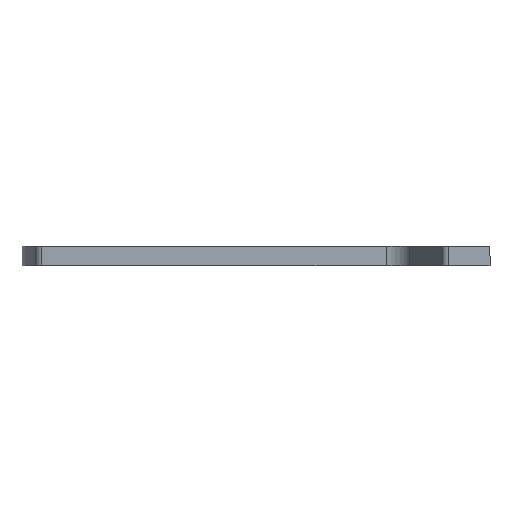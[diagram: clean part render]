
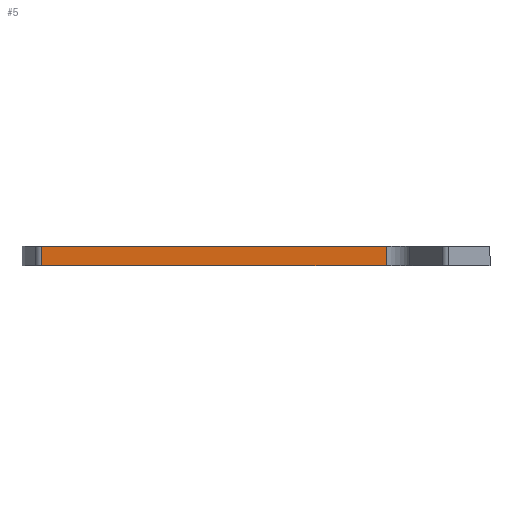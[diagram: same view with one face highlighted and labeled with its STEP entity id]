
A CAD part, left-side view. The second image highlights one B-rep face of the part: STEP entity #5.
In plain terms, the highlighted planar face has unit normal (-0.999, 0.035, 0).
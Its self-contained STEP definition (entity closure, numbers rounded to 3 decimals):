
#5 = ADVANCED_FACE ( 'NONE', ( #439 ), #1301, .F. ) ;
#49 = DIRECTION ( 'NONE',  ( 0.999, -0.035, 0. ) ) ;
#56 = VECTOR ( 'NONE', #115, 1000. ) ;
#76 = EDGE_LOOP ( 'NONE', ( #613, #400, #541, #673 ) ) ;
#115 = DIRECTION ( 'NONE',  ( 0., 0., -1. ) ) ;
#122 = CARTESIAN_POINT ( 'NONE',  ( -35.251, 136., 6. ) ) ;
#147 = CARTESIAN_POINT ( 'NONE',  ( -35.251, 136., 6. ) ) ;
#186 = LINE ( 'NONE', #390, #881 ) ;
#344 = CARTESIAN_POINT ( 'NONE',  ( -35.251, 136., 0. ) ) ;
#390 = CARTESIAN_POINT ( 'NONE',  ( -35.251, 136., 0. ) ) ;
#396 = DIRECTION ( 'NONE',  ( -0.035, -0.999, 0. ) ) ;
#400 = ORIENTED_EDGE ( 'NONE', *, *, #901, .F. ) ;
#403 = VECTOR ( 'NONE', #418, 1000. ) ;
#418 = DIRECTION ( 'NONE',  ( 0., 0., -1. ) ) ;
#419 = VERTEX_POINT ( 'NONE', #610 ) ;
#439 = FACE_OUTER_BOUND ( 'NONE', #76, .T. ) ;
#531 = CARTESIAN_POINT ( 'NONE',  ( -38.899, 31.538, 6. ) ) ;
#541 = ORIENTED_EDGE ( 'NONE', *, *, #902, .F. ) ;
#610 = CARTESIAN_POINT ( 'NONE',  ( -35.251, 136., 6. ) ) ;
#613 = ORIENTED_EDGE ( 'NONE', *, *, #1328, .T. ) ;
#641 = DIRECTION ( 'NONE',  ( 0.035, 0.999, 0. ) ) ;
#645 = CARTESIAN_POINT ( 'NONE',  ( -38.899, 31.538, 0. ) ) ;
#653 = LINE ( 'NONE', #531, #56 ) ;
#673 = ORIENTED_EDGE ( 'NONE', *, *, #819, .T. ) ;
#712 = AXIS2_PLACEMENT_3D ( 'NONE', #147, #49, #641 ) ;
#758 = CARTESIAN_POINT ( 'NONE',  ( -38.899, 31.538, 6. ) ) ;
#819 = EDGE_CURVE ( 'NONE', #419, #1084, #1162, .T. ) ;
#861 = DIRECTION ( 'NONE',  ( -0.035, -0.999, 0. ) ) ;
#871 = VERTEX_POINT ( 'NONE', #645 ) ;
#881 = VECTOR ( 'NONE', #396, 1000. ) ;
#901 = EDGE_CURVE ( 'NONE', #1167, #871, #653, .T. ) ;
#902 = EDGE_CURVE ( 'NONE', #419, #1167, #954, .T. ) ;
#951 = VECTOR ( 'NONE', #861, 1000. ) ;
#954 = LINE ( 'NONE', #122, #951 ) ;
#1084 = VERTEX_POINT ( 'NONE', #344 ) ;
#1136 = CARTESIAN_POINT ( 'NONE',  ( -35.251, 136., 6. ) ) ;
#1162 = LINE ( 'NONE', #1136, #403 ) ;
#1167 = VERTEX_POINT ( 'NONE', #758 ) ;
#1301 = PLANE ( 'NONE',  #712 ) ;
#1328 = EDGE_CURVE ( 'NONE', #1084, #871, #186, .T. ) ;
